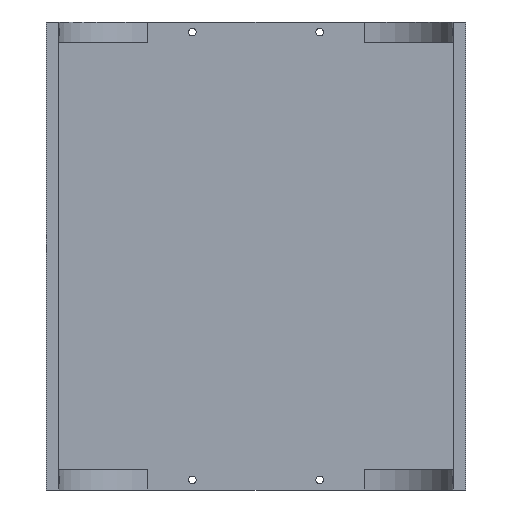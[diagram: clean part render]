
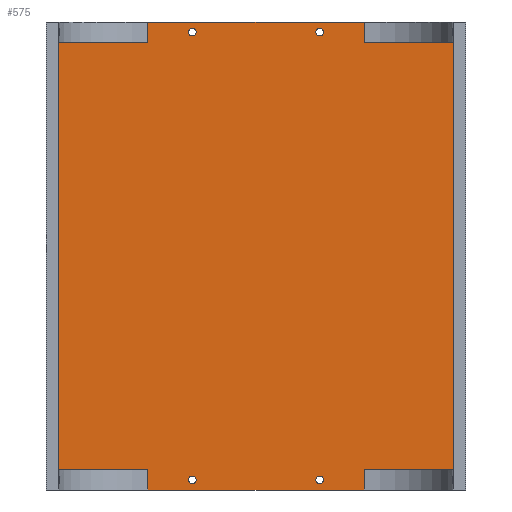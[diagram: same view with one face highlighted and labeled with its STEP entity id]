
A CAD part, front view. The second image highlights one B-rep face of the part: STEP entity #575.
In plain terms, the highlighted planar face has unit normal (0, -1, 0).
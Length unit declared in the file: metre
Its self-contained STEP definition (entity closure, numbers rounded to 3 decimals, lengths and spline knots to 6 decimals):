
#42=CIRCLE('',#629,0.0015);
#43=CIRCLE('',#630,0.0015);
#44=CIRCLE('',#631,0.0015);
#45=CIRCLE('',#632,0.0015);
#94=ORIENTED_EDGE('',*,*,#239,.T.);
#95=ORIENTED_EDGE('',*,*,#240,.T.);
#96=ORIENTED_EDGE('',*,*,#241,.T.);
#97=ORIENTED_EDGE('',*,*,#242,.T.);
#98=ORIENTED_EDGE('',*,*,#243,.T.);
#99=ORIENTED_EDGE('',*,*,#244,.F.);
#100=ORIENTED_EDGE('',*,*,#245,.T.);
#101=ORIENTED_EDGE('',*,*,#246,.F.);
#102=ORIENTED_EDGE('',*,*,#247,.F.);
#103=ORIENTED_EDGE('',*,*,#248,.F.);
#104=ORIENTED_EDGE('',*,*,#249,.F.);
#105=ORIENTED_EDGE('',*,*,#250,.T.);
#106=ORIENTED_EDGE('',*,*,#251,.F.);
#107=ORIENTED_EDGE('',*,*,#252,.T.);
#108=ORIENTED_EDGE('',*,*,#216,.T.);
#109=ORIENTED_EDGE('',*,*,#238,.T.);
#216=EDGE_CURVE('',#289,#290,#345,.T.);
#238=EDGE_CURVE('',#290,#309,#359,.T.);
#239=EDGE_CURVE('',#310,#310,#42,.T.);
#240=EDGE_CURVE('',#311,#311,#43,.T.);
#241=EDGE_CURVE('',#312,#312,#44,.T.);
#242=EDGE_CURVE('',#313,#313,#45,.T.);
#243=EDGE_CURVE('',#309,#314,#360,.T.);
#244=EDGE_CURVE('',#315,#314,#361,.T.);
#245=EDGE_CURVE('',#315,#316,#362,.T.);
#246=EDGE_CURVE('',#317,#316,#363,.T.);
#247=EDGE_CURVE('',#318,#317,#364,.T.);
#248=EDGE_CURVE('',#319,#318,#365,.T.);
#249=EDGE_CURVE('',#320,#319,#366,.T.);
#250=EDGE_CURVE('',#320,#321,#367,.T.);
#251=EDGE_CURVE('',#322,#321,#368,.T.);
#252=EDGE_CURVE('',#322,#289,#369,.T.);
#289=VERTEX_POINT('',#851);
#290=VERTEX_POINT('',#853);
#309=VERTEX_POINT('',#908);
#310=VERTEX_POINT('',#912);
#311=VERTEX_POINT('',#914);
#312=VERTEX_POINT('',#916);
#313=VERTEX_POINT('',#918);
#314=VERTEX_POINT('',#920);
#315=VERTEX_POINT('',#922);
#316=VERTEX_POINT('',#924);
#317=VERTEX_POINT('',#926);
#318=VERTEX_POINT('',#928);
#319=VERTEX_POINT('',#930);
#320=VERTEX_POINT('',#932);
#321=VERTEX_POINT('',#934);
#322=VERTEX_POINT('',#936);
#345=LINE('',#854,#383);
#359=LINE('',#909,#397);
#360=LINE('',#919,#398);
#361=LINE('',#921,#399);
#362=LINE('',#923,#400);
#363=LINE('',#925,#401);
#364=LINE('',#927,#402);
#365=LINE('',#929,#403);
#366=LINE('',#931,#404);
#367=LINE('',#933,#405);
#368=LINE('',#935,#406);
#369=LINE('',#937,#407);
#383=VECTOR('',#686,1.);
#397=VECTOR('',#722,1.);
#398=VECTOR('',#733,1.);
#399=VECTOR('',#734,1.);
#400=VECTOR('',#735,1.);
#401=VECTOR('',#736,1.);
#402=VECTOR('',#737,1.);
#403=VECTOR('',#738,1.);
#404=VECTOR('',#739,1.);
#405=VECTOR('',#740,1.);
#406=VECTOR('',#741,1.);
#407=VECTOR('',#742,1.);
#432=EDGE_LOOP('',(#94));
#433=EDGE_LOOP('',(#95));
#434=EDGE_LOOP('',(#96));
#435=EDGE_LOOP('',(#97));
#436=EDGE_LOOP('',(#98,#99,#100,#101,#102,#103,#104,#105,#106,#107,#108,
#109));
#500=FACE_BOUND('',#432,.T.);
#501=FACE_BOUND('',#433,.T.);
#502=FACE_BOUND('',#434,.T.);
#503=FACE_BOUND('',#435,.T.);
#504=FACE_BOUND('',#436,.T.);
#560=PLANE('',#628);
#575=ADVANCED_FACE('',(#500,#501,#502,#503,#504),#560,.F.);
#628=AXIS2_PLACEMENT_3D('',#910,#723,#724);
#629=AXIS2_PLACEMENT_3D('',#911,#725,#726);
#630=AXIS2_PLACEMENT_3D('',#913,#727,#728);
#631=AXIS2_PLACEMENT_3D('',#915,#729,#730);
#632=AXIS2_PLACEMENT_3D('',#917,#731,#732);
#686=DIRECTION('',(1.,0.,0.));
#722=DIRECTION('',(0.,0.,-1.));
#723=DIRECTION('',(0.,1.,0.));
#724=DIRECTION('',(0.,0.,1.));
#725=DIRECTION('',(0.,1.,0.));
#726=DIRECTION('',(0.,0.,1.));
#727=DIRECTION('',(0.,1.,0.));
#728=DIRECTION('',(0.,0.,1.));
#729=DIRECTION('',(0.,1.,0.));
#730=DIRECTION('',(0.,0.,1.));
#731=DIRECTION('',(0.,1.,0.));
#732=DIRECTION('',(0.,0.,1.));
#733=DIRECTION('',(1.,0.,0.));
#734=DIRECTION('',(0.,0.,-1.));
#735=DIRECTION('',(1.,0.,0.));
#736=DIRECTION('',(0.,0.,-1.));
#737=DIRECTION('',(1.,0.,0.));
#738=DIRECTION('',(0.,0.,-1.));
#739=DIRECTION('',(1.,0.,0.));
#740=DIRECTION('',(0.,0.,-1.));
#741=DIRECTION('',(1.,0.,0.));
#742=DIRECTION('',(0.,0.,-1.));
#851=CARTESIAN_POINT('',(-0.142423,0.04073,0.008));
#853=CARTESIAN_POINT('',(-0.107423,0.04073,0.008));
#854=CARTESIAN_POINT('',(-0.124923,0.04073,0.008));
#908=CARTESIAN_POINT('',(-0.107423,0.04073,0.));
#909=CARTESIAN_POINT('',(-0.107423,0.04073,0.008));
#910=CARTESIAN_POINT('',(-0.064923,0.04073,0.008));
#911=CARTESIAN_POINT('',(-0.039923,0.04073,0.18));
#912=CARTESIAN_POINT('',(-0.039923,0.04073,0.1815));
#913=CARTESIAN_POINT('',(-0.089923,0.04073,0.18));
#914=CARTESIAN_POINT('',(-0.089923,0.04073,0.1815));
#915=CARTESIAN_POINT('',(-0.089923,0.04073,0.004));
#916=CARTESIAN_POINT('',(-0.089923,0.04073,0.0055));
#917=CARTESIAN_POINT('',(-0.039923,0.04073,0.004));
#918=CARTESIAN_POINT('',(-0.039923,0.04073,0.0055));
#919=CARTESIAN_POINT('',(-0.064923,0.04073,0.));
#920=CARTESIAN_POINT('',(-0.022423,0.04073,0.));
#921=CARTESIAN_POINT('',(-0.022423,0.04073,0.008));
#922=CARTESIAN_POINT('',(-0.022423,0.04073,0.008));
#923=CARTESIAN_POINT('',(-0.124923,0.04073,0.008));
#924=CARTESIAN_POINT('',(0.012577,0.04073,0.008));
#925=CARTESIAN_POINT('',(0.012577,0.04073,0.176));
#926=CARTESIAN_POINT('',(0.012577,0.04073,0.176));
#927=CARTESIAN_POINT('',(-0.124923,0.04073,0.176));
#928=CARTESIAN_POINT('',(-0.022423,0.04073,0.176));
#929=CARTESIAN_POINT('',(-0.022423,0.04073,0.184));
#930=CARTESIAN_POINT('',(-0.022423,0.04073,0.184));
#931=CARTESIAN_POINT('',(-0.064923,0.04073,0.184));
#932=CARTESIAN_POINT('',(-0.107423,0.04073,0.184));
#933=CARTESIAN_POINT('',(-0.107423,0.04073,0.184));
#934=CARTESIAN_POINT('',(-0.107423,0.04073,0.176));
#935=CARTESIAN_POINT('',(-0.124923,0.04073,0.176));
#936=CARTESIAN_POINT('',(-0.142423,0.04073,0.176));
#937=CARTESIAN_POINT('',(-0.142423,0.04073,0.176));
